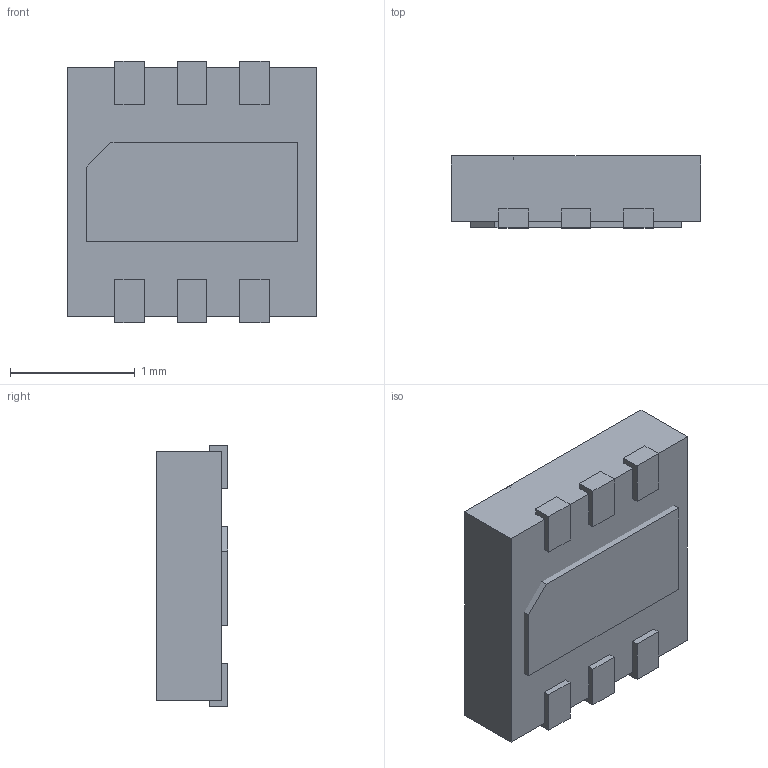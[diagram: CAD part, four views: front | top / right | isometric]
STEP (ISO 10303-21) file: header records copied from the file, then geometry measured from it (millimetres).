
FILE_DESCRIPTION (( 'STEP AP214' ), '1' );
FILE_NAME ( 'SON_7P50_200X200X57L35X24T170X80N.STEP', '2020-07-11T20:14:34', ( '' ), ( '' ), 'Part was generated with the free Library Expert Lite available at www.PCBLibraries.com. Removing line will violate the End User License Agreement.', '©2017 PCB Libraries, Inc.', '' );
FILE_SCHEMA (( 'AUTOMOTIVE_DESIGN' ));
Length unit declared in the file: millimetre
Products named in the file (1): SON_7P50_200X200X57L35X24T170X80N
Bounding box: 2 x 0.57 x 2.1 mm (x, y, z)
Volume: 2.4 mm3; surface area: 17.6 mm2
Topology: 8 solids, 8 shells, 64 faces, 142 edges, 94 vertices
Faces by surface type: plane 62, torus 2
Entity records: 2025 total; most frequent: CARTESIAN_POINT 300, ORIENTED_EDGE 282, DIRECTION 277, EDGE_CURVE 141, VECTOR 135, LINE 135, VERTEX_POINT 94, STYLED_ITEM 73
